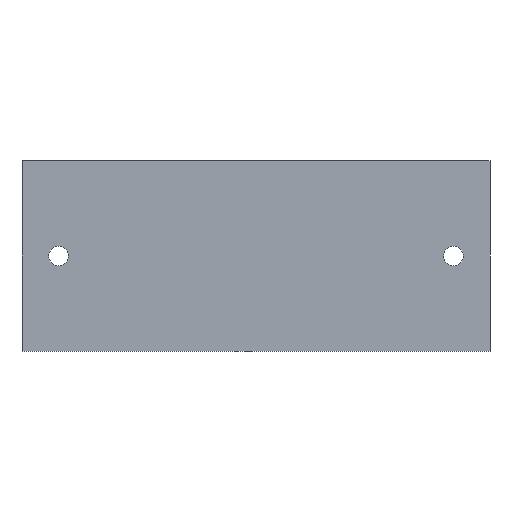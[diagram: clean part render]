
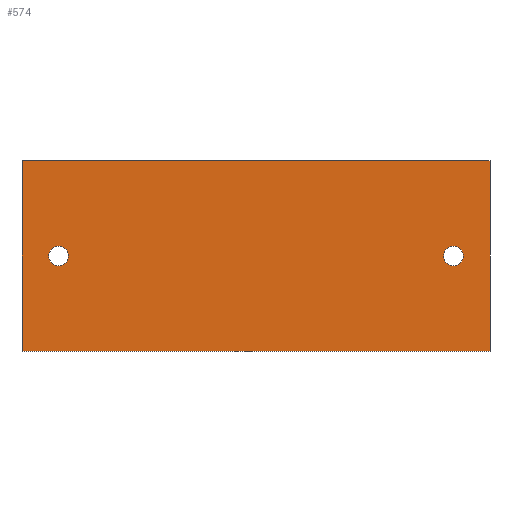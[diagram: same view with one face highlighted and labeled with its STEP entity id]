
A CAD part, front view. The second image highlights one B-rep face of the part: STEP entity #574.
In plain terms, the highlighted planar face has unit normal (0, -1, 0).
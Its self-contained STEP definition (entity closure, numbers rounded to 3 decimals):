
#7 = EDGE_CURVE ( 'NONE', #589, #582, #176, .T. ) ;
#11 = ORIENTED_EDGE ( 'NONE', *, *, #7, .F. ) ;
#13 = ORIENTED_EDGE ( 'NONE', *, *, #99, .T. ) ;
#39 = EDGE_CURVE ( 'NONE', #588, #560, #371, .T. ) ;
#45 = EDGE_CURVE ( 'NONE', #83, #110, #395, .T. ) ;
#66 = EDGE_LOOP ( 'NONE', ( #13, #598 ) ) ;
#69 = ORIENTED_EDGE ( 'NONE', *, *, #106, .F. ) ;
#73 = EDGE_CURVE ( 'NONE', #473, #95, #171, .T. ) ;
#83 = VERTEX_POINT ( 'NONE', #439 ) ;
#86 = ORIENTED_EDGE ( 'NONE', *, *, #45, .T. ) ;
#95 = VERTEX_POINT ( 'NONE', #522 ) ;
#99 = EDGE_CURVE ( 'NONE', #560, #588, #118, .T. ) ;
#106 = EDGE_CURVE ( 'NONE', #582, #473, #197, .T. ) ;
#110 = VERTEX_POINT ( 'NONE', #229 ) ;
#118 = CIRCLE ( 'NONE', #122, 3.375 ) ;
#120 = EDGE_LOOP ( 'NONE', ( #573, #86 ) ) ;
#122 = AXIS2_PLACEMENT_3D ( 'NONE', #123, #124, #125 ) ;
#123 = CARTESIAN_POINT ( 'NONE',  ( 67.5, 0., 0. ) ) ;
#124 = DIRECTION ( 'NONE',  ( 0., 1., 0. ) ) ;
#125 = DIRECTION ( 'NONE',  ( 0., 0., 1. ) ) ;
#145 = CARTESIAN_POINT ( 'NONE',  ( 67.5, 0., 3.375 ) ) ;
#147 = FACE_BOUND ( 'NONE', #120, .T. ) ;
#148 = FACE_BOUND ( 'NONE', #66, .T. ) ;
#149 = FACE_OUTER_BOUND ( 'NONE', #596, .T. ) ;
#166 = PLANE ( 'NONE',  #167 ) ;
#167 = AXIS2_PLACEMENT_3D ( 'NONE', #168, #169, #170 ) ;
#168 = CARTESIAN_POINT ( 'NONE',  ( -80., 0., 32.5 ) ) ;
#169 = DIRECTION ( 'NONE',  ( 0., 1., 0. ) ) ;
#170 = DIRECTION ( 'NONE',  ( 0., 0., 1. ) ) ;
#171 = LINE ( 'NONE', #172, #174 ) ;
#172 = CARTESIAN_POINT ( 'NONE',  ( -80., 0., -32.5 ) ) ;
#174 = VECTOR ( 'NONE', #175, 1000. ) ;
#175 = DIRECTION ( 'NONE',  ( -1., 0., 0. ) ) ;
#176 = LINE ( 'NONE', #177, #178 ) ;
#177 = CARTESIAN_POINT ( 'NONE',  ( -80., 0., 32.5 ) ) ;
#178 = VECTOR ( 'NONE', #179, 1000. ) ;
#179 = DIRECTION ( 'NONE',  ( 1., 0., 0. ) ) ;
#185 = CARTESIAN_POINT ( 'NONE',  ( 80., 0., 32.5 ) ) ;
#197 = LINE ( 'NONE', #198, #199 ) ;
#198 = CARTESIAN_POINT ( 'NONE',  ( 80., 0., -32.5 ) ) ;
#199 = VECTOR ( 'NONE', #200, 1000. ) ;
#200 = DIRECTION ( 'NONE',  ( 0., 0., -1. ) ) ;
#227 = EDGE_CURVE ( 'NONE', #110, #83, #354, .T. ) ;
#229 = CARTESIAN_POINT ( 'NONE',  ( -67.5, 0., 3.375 ) ) ;
#244 = CARTESIAN_POINT ( 'NONE',  ( 67.5, 0., -3.375 ) ) ;
#274 = CARTESIAN_POINT ( 'NONE',  ( -80., 0., 32.5 ) ) ;
#299 = EDGE_CURVE ( 'NONE', #95, #589, #376, .T. ) ;
#354 = CIRCLE ( 'NONE', #355, 3.375 ) ;
#355 = AXIS2_PLACEMENT_3D ( 'NONE', #356, #357, #358 ) ;
#356 = CARTESIAN_POINT ( 'NONE',  ( -67.5, 0., 0. ) ) ;
#357 = DIRECTION ( 'NONE',  ( 0., 1., 0. ) ) ;
#358 = DIRECTION ( 'NONE',  ( 0., 0., 1. ) ) ;
#371 = CIRCLE ( 'NONE', #372, 3.375 ) ;
#372 = AXIS2_PLACEMENT_3D ( 'NONE', #373, #374, #375 ) ;
#373 = CARTESIAN_POINT ( 'NONE',  ( 67.5, 0., 0. ) ) ;
#374 = DIRECTION ( 'NONE',  ( 0., 1., 0. ) ) ;
#375 = DIRECTION ( 'NONE',  ( 0., 0., 1. ) ) ;
#376 = LINE ( 'NONE', #377, #378 ) ;
#377 = CARTESIAN_POINT ( 'NONE',  ( -80., 0., -32.5 ) ) ;
#378 = VECTOR ( 'NONE', #379, 1000. ) ;
#379 = DIRECTION ( 'NONE',  ( 0., 0., 1. ) ) ;
#395 = CIRCLE ( 'NONE', #396, 3.375 ) ;
#396 = AXIS2_PLACEMENT_3D ( 'NONE', #397, #398, #399 ) ;
#397 = CARTESIAN_POINT ( 'NONE',  ( -67.5, 0., 0. ) ) ;
#398 = DIRECTION ( 'NONE',  ( 0., 1., 0. ) ) ;
#399 = DIRECTION ( 'NONE',  ( 0., 0., 1. ) ) ;
#439 = CARTESIAN_POINT ( 'NONE',  ( -67.5, 0., -3.375 ) ) ;
#473 = VERTEX_POINT ( 'NONE', #523 ) ;
#522 = CARTESIAN_POINT ( 'NONE',  ( -80., 0., -32.5 ) ) ;
#523 = CARTESIAN_POINT ( 'NONE',  ( 80., 0., -32.5 ) ) ;
#526 = ORIENTED_EDGE ( 'NONE', *, *, #73, .F. ) ;
#560 = VERTEX_POINT ( 'NONE', #145 ) ;
#573 = ORIENTED_EDGE ( 'NONE', *, *, #227, .T. ) ;
#574 = ADVANCED_FACE ( 'NONE', ( #147, #148, #149 ), #166, .F. ) ;
#582 = VERTEX_POINT ( 'NONE', #185 ) ;
#588 = VERTEX_POINT ( 'NONE', #244 ) ;
#589 = VERTEX_POINT ( 'NONE', #274 ) ;
#596 = EDGE_LOOP ( 'NONE', ( #603, #526, #69, #11 ) ) ;
#598 = ORIENTED_EDGE ( 'NONE', *, *, #39, .T. ) ;
#603 = ORIENTED_EDGE ( 'NONE', *, *, #299, .F. ) ;
